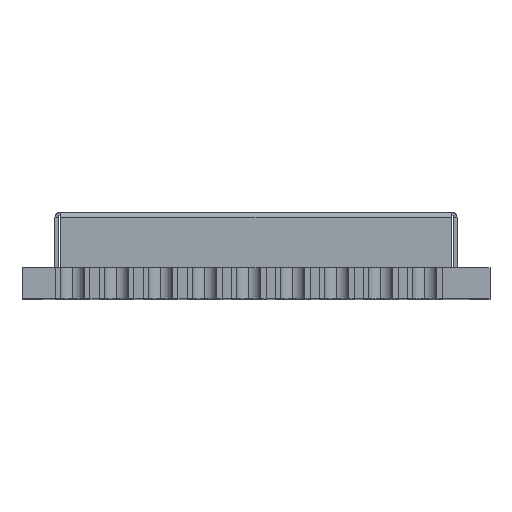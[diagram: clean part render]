
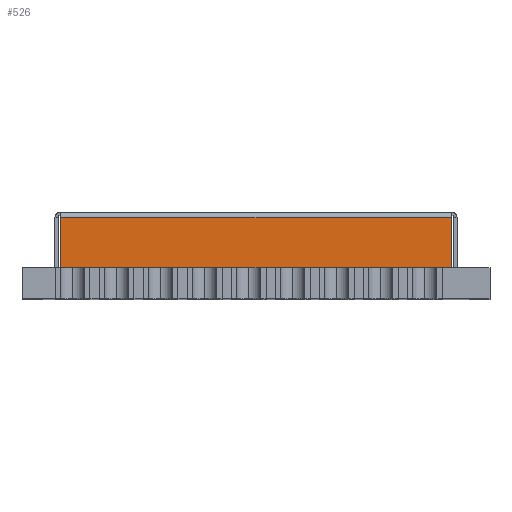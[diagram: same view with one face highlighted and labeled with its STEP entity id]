
A CAD part, top view. The second image highlights one B-rep face of the part: STEP entity #526.
In plain terms, the highlighted planar face has unit normal (0, 0, 1).
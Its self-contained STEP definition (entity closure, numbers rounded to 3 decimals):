
#526=ADVANCED_FACE('NONE',(#527),#561,.F.);
#527=FACE_BOUND('NONE',#528,.T.);
#528=EDGE_LOOP('',(#529,#539,#547,#555));
#529=ORIENTED_EDGE('',*,*,#530,.T.);
#530=EDGE_CURVE('NONE',#531,#533,#535,.T.);
#531=VERTEX_POINT('NONE',#532);
#532=CARTESIAN_POINT('',(0.759,0.9,5.364));
#533=VERTEX_POINT('NONE',#534);
#534=CARTESIAN_POINT('',(0.759,2.35,5.364));
#535=LINE('',#536,#537);
#536=CARTESIAN_POINT('',(0.759,0.9,5.364));
#537=VECTOR('',#538,1.0);
#538=DIRECTION('',(0.0,1.0,0.0));
#539=ORIENTED_EDGE('',*,*,#540,.T.);
#540=EDGE_CURVE('NONE',#533,#541,#543,.T.);
#541=VERTEX_POINT('NONE',#542);
#542=CARTESIAN_POINT('',(-10.499,2.35,5.364));
#543=LINE('',#544,#545);
#544=CARTESIAN_POINT('',(-10.51,2.35,5.364));
#545=VECTOR('',#546,1.0);
#546=DIRECTION('',(-1.0,0.0,0.0));
#547=ORIENTED_EDGE('',*,*,#548,.T.);
#548=EDGE_CURVE('NONE',#541,#549,#551,.F.);
#549=VERTEX_POINT('NONE',#550);
#550=CARTESIAN_POINT('',(-10.499,0.9,5.364));
#551=LINE('',#552,#553);
#552=CARTESIAN_POINT('',(-10.499,0.9,5.364));
#553=VECTOR('',#554,1.0);
#554=DIRECTION('',(0.0,1.0,0.0));
#555=ORIENTED_EDGE('',*,*,#556,.T.);
#556=EDGE_CURVE('NONE',#549,#531,#557,.F.);
#557=LINE('',#558,#559);
#558=CARTESIAN_POINT('',(-10.499,0.9,5.364));
#559=VECTOR('',#560,1.0);
#560=DIRECTION('',(-1.0,0.0,0.0));
#561=PLANE('',#562);
#562=AXIS2_PLACEMENT_3D('',#563,#564,#565);
#563=CARTESIAN_POINT('',(0.0,0.,5.364));
#564=DIRECTION('',(0.0,0.,-1.0));
#565=DIRECTION('',(0.0,-1.0,0.));
